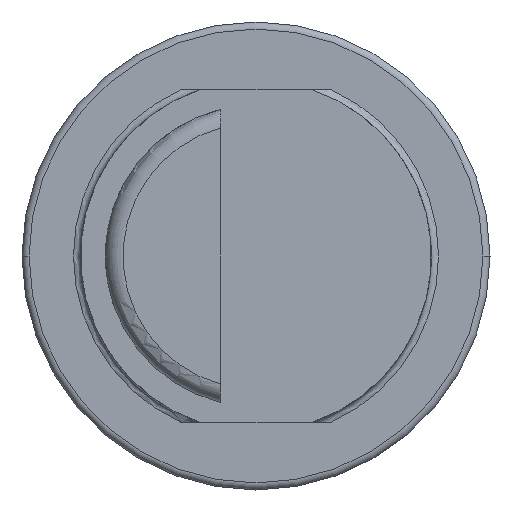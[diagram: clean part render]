
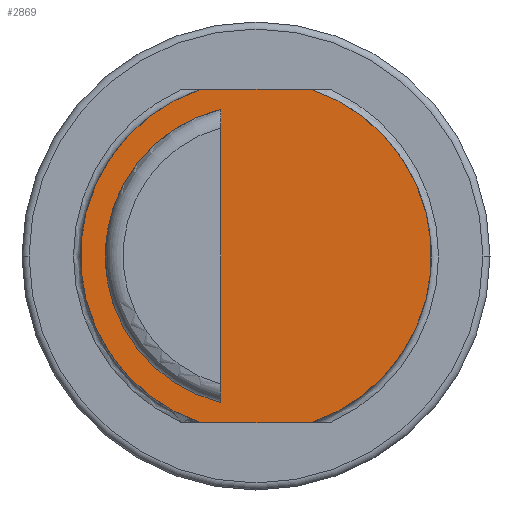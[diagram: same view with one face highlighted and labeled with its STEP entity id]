
A CAD part, left-side view. The second image highlights one B-rep face of the part: STEP entity #2869.
In plain terms, the highlighted planar face has unit normal (-1, 0, 0).
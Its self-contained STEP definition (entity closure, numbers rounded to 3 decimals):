
#96=CARTESIAN_POINT('',(-30.,0.,0.));
#97=DIRECTION('',(-1.,0.,0.));
#98=DIRECTION('',(0.,-0.314,-0.949));
#99=AXIS2_PLACEMENT_3D('',#96,#97,#98);
#127=CARTESIAN_POINT('',(-30.,0.,0.));
#128=DIRECTION('',(-1.,0.,0.));
#129=DIRECTION('',(0.,0.314,0.949));
#130=AXIS2_PLACEMENT_3D('',#127,#128,#129);
#311=DIRECTION('',(0.,0.,-1.));
#312=VECTOR('',#311,8.261);
#313=CARTESIAN_POINT('',(-30.,1.,4.131));
#314=LINE('',#313,#312);
#315=DIRECTION('',(0.,1.,0.));
#316=VECTOR('',#315,3.106);
#317=CARTESIAN_POINT('',(-30.,-1.553,-4.7));
#318=LINE('',#317,#316);
#319=DIRECTION('',(0.,-1.,0.));
#320=VECTOR('',#319,3.106);
#321=CARTESIAN_POINT('',(-30.,1.553,4.7));
#322=LINE('',#321,#320);
#327=CARTESIAN_POINT('',(-30.,0.,0.));
#328=DIRECTION('',(1.,0.,0.));
#329=DIRECTION('',(0.,0.235,-0.972));
#330=AXIS2_PLACEMENT_3D('',#327,#328,#329);
#2006=CARTESIAN_POINT('',(-30.,1.,4.131));
#2007=CARTESIAN_POINT('',(-30.,1.,-4.131));
#2008=VERTEX_POINT('',#2006);
#2009=VERTEX_POINT('',#2007);
#2014=CARTESIAN_POINT('',(-30.,-1.553,4.7));
#2016=VERTEX_POINT('',#2014);
#2018=CARTESIAN_POINT('',(-30.,-1.553,-4.7));
#2019=CARTESIAN_POINT('',(-30.,1.553,-4.7));
#2020=VERTEX_POINT('',#2018);
#2021=VERTEX_POINT('',#2019);
#2022=CARTESIAN_POINT('',(-30.,1.553,4.7));
#2023=VERTEX_POINT('',#2022);
#2851=CARTESIAN_POINT('',(-30.,0.,0.));
#2852=DIRECTION('',(1.,0.,0.));
#2853=DIRECTION('',(0.,-1.,0.));
#2854=AXIS2_PLACEMENT_3D('',#2851,#2852,#2853);
#2855=PLANE('',#2854);
#2856=ORIENTED_EDGE('',*,*,#2807,.T.);
#2857=ORIENTED_EDGE('',*,*,#2689,.F.);
#2859=ORIENTED_EDGE('',*,*,#2858,.T.);
#2860=ORIENTED_EDGE('',*,*,#2666,.F.);
#2861=EDGE_LOOP('',(#2856,#2857,#2859,#2860));
#2862=FACE_OUTER_BOUND('',#2861,.F.);
#2864=ORIENTED_EDGE('',*,*,#2863,.F.);
#2866=ORIENTED_EDGE('',*,*,#2865,.F.);
#2867=EDGE_LOOP('',(#2864,#2866));
#2868=FACE_BOUND('',#2867,.F.);
#2869=ADVANCED_FACE('',(#2862,#2868),#2855,.F.);
#100=CIRCLE('',#99,4.95);
#131=CIRCLE('',#130,4.95);
#331=CIRCLE('',#330,4.25);
#2666=EDGE_CURVE('',#2020,#2016,#100,.T.);
#2689=EDGE_CURVE('',#2023,#2021,#131,.T.);
#2807=EDGE_CURVE('',#2020,#2021,#318,.T.);
#2858=EDGE_CURVE('',#2023,#2016,#322,.T.);
#2863=EDGE_CURVE('',#2009,#2008,#331,.T.);
#2865=EDGE_CURVE('',#2008,#2009,#314,.T.);
